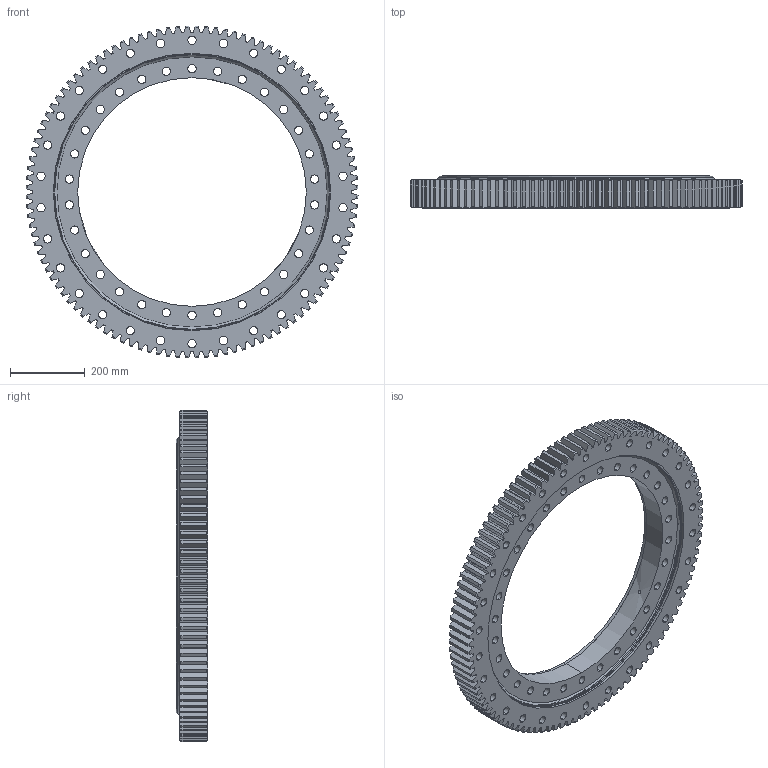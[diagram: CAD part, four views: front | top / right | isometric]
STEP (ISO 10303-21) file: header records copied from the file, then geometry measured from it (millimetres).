
FILE_DESCRIPTION (( 'STEP AP203' ), '1' );
FILE_NAME ('06-0734-00.STEP', '2017-12-27T08:07:36', ( 'defontaine' ), ( 'Hewlett-Packard Company' ), 'SwSTEP 2.0', 'SolidWorks 2016', '' );
FILE_SCHEMA (( 'CONFIG_CONTROL_DESIGN' ));
Length unit declared in the file: millimetre
Products named in the file (1): 06-0734-00
Bounding box: 885.82 x 85 x 885.82 mm (x, y, z)
Volume: 18127752 mm3; surface area: 1970543.1 mm2
Topology: 5 solids, 5 shells, 853 faces, 2487 edges, 1647 vertices
Faces by surface type: cylinder 363, cone 232, plane 232, torus 26
Entity records: 29726 total; most frequent: CARTESIAN_POINT 6728, ORIENTED_EDGE 4974, DIRECTION 4743, EDGE_CURVE 2487, AXIS2_PLACEMENT_3D 1858, VERTEX_POINT 1647, LINE 1027, VECTOR 1027
